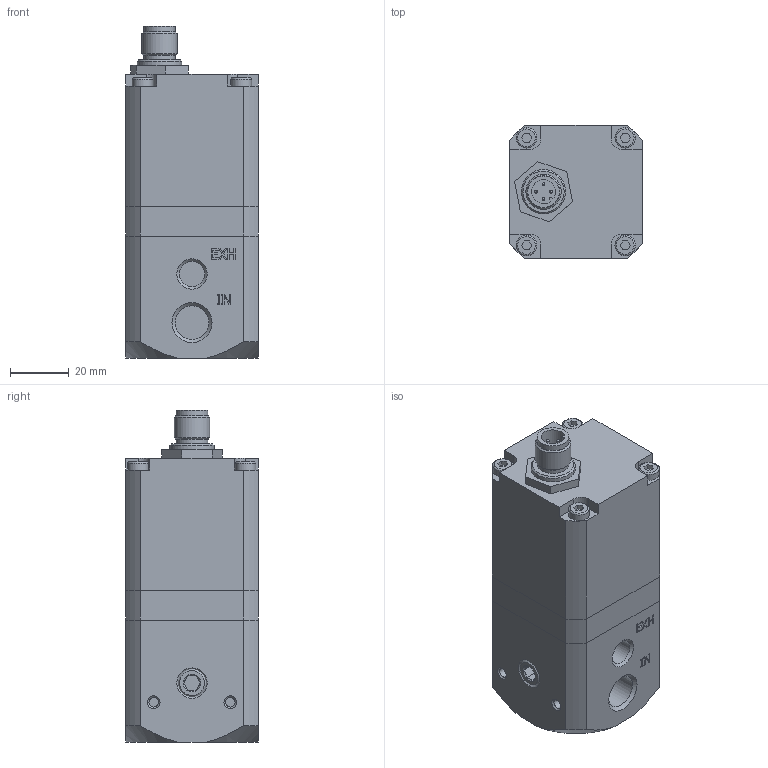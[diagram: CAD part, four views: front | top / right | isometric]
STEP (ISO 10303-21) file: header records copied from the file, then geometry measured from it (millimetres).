
FILE_DESCRIPTION(/* description */ ('R.PROP. TG1'),/* implementation_level */ '2;1');
FILE_NAME(/* name */ '171E2N_#_M_###_#.stp',/* time_stamp */ '2019-11-08T11:40:51+01:00',/* author */ ('maniean1'),/* organization */ ('Pneumax S.p.A.'),/* preprocessor_version */ 'ST-DEVELOPER v17',/* originating_system */ 'Autodesk Inventor 2019',/* authorisation */ '');
FILE_SCHEMA (('AUTOMOTIVE_DESIGN { 1 0 10303 214 3 1 1 }'));
Length unit declared in the file: millimetre
Products named in the file (3): 171E2N_#_M_###_#; 171E2N_#_M_###_#_1; 1701/54
Assembly tree (3 placements, depth 2):
  171E2N_#_M_###_#
    171E2N_#_M_###_#_1
    1701/54  x2
Bounding box: 45 x 45 x 112.7 mm (x, y, z)
Volume: 187615.3 mm3; surface area: 24170.5 mm2
Topology: 3 solids, 3 shells, 294 faces, 781 edges, 534 vertices
Faces by surface type: plane 191, cylinder 47, cone 26, bspline 22, torus 4, sphere 4
Full cylindrical faces by diameter (mm): 1 x4, 3.242 x4, 5.3 x2, 6.5 x2, 7 x4, 8.5 x2, 8.566 x3, 10 x2, 10.7 x2, 11.445 x2, 12 x1, 15 x1
Entity records: 8840 total; most frequent: CARTESIAN_POINT 1824, ORIENTED_EDGE 1446, DIRECTION 1344, EDGE_CURVE 723, VERTEX_POINT 495, LINE 490, VECTOR 490, AXIS2_PLACEMENT_3D 427
